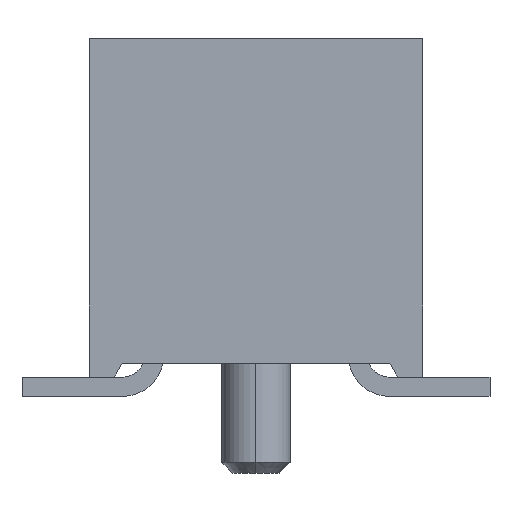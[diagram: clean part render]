
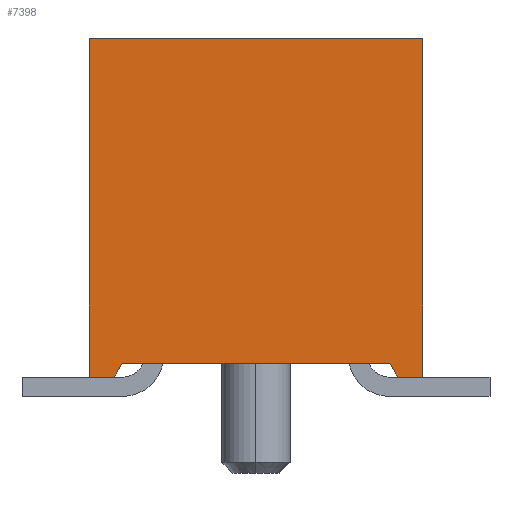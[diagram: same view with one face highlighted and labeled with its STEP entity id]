
A CAD part, left-side view. The second image highlights one B-rep face of the part: STEP entity #7398.
In plain terms, the highlighted planar face has unit normal (-1, 0, 0).
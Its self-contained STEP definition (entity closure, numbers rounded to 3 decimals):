
#7056=CARTESIAN_POINT('',(-3.6,1.308,0.178));
#7057=VERTEX_POINT('',#7056);
#7058=CARTESIAN_POINT('',(-3.6,1.537,0.178));
#7059=VERTEX_POINT('',#7058);
#7060=CARTESIAN_POINT('',(-3.6,1.308,0.178));
#7061=DIRECTION('',(0.0,1.0,0.0));
#7062=VECTOR('',#7061,0.229);
#7063=LINE('',#7060,#7062);
#7064=EDGE_CURVE('',#7057,#7059,#7063,.T.);
#7096=CARTESIAN_POINT('',(-3.6,1.537,3.302));
#7097=VERTEX_POINT('',#7096);
#7098=CARTESIAN_POINT('',(-3.6,1.537,0.178));
#7099=DIRECTION('',(0.0,0.0,1.0));
#7100=VECTOR('',#7099,3.124);
#7101=LINE('',#7098,#7100);
#7102=EDGE_CURVE('',#7059,#7097,#7101,.T.);
#7127=CARTESIAN_POINT('',(-3.6,-1.537,3.302));
#7128=VERTEX_POINT('',#7127);
#7129=CARTESIAN_POINT('',(-3.6,1.537,3.302));
#7130=DIRECTION('',(0.0,-1.0,0.0));
#7131=VECTOR('',#7130,3.073);
#7132=LINE('',#7129,#7131);
#7133=EDGE_CURVE('',#7097,#7128,#7132,.T.);
#7242=CARTESIAN_POINT('',(-3.6,-1.537,0.178));
#7243=VERTEX_POINT('',#7242);
#7244=CARTESIAN_POINT('',(-3.6,-1.537,3.302));
#7245=DIRECTION('',(0.0,0.0,-1.0));
#7246=VECTOR('',#7245,3.124);
#7247=LINE('',#7244,#7246);
#7248=EDGE_CURVE('',#7128,#7243,#7247,.T.);
#7273=CARTESIAN_POINT('',(-3.6,-1.308,0.178));
#7274=VERTEX_POINT('',#7273);
#7275=CARTESIAN_POINT('',(-3.6,-1.537,0.178));
#7276=DIRECTION('',(0.0,1.0,0.0));
#7277=VECTOR('',#7276,0.229);
#7278=LINE('',#7275,#7277);
#7279=EDGE_CURVE('',#7243,#7274,#7278,.T.);
#7304=CARTESIAN_POINT('',(-3.6,-1.235,0.305));
#7305=VERTEX_POINT('',#7304);
#7306=CARTESIAN_POINT('',(-3.6,-1.308,0.178));
#7307=DIRECTION('',(0.0,0.5,0.866));
#7308=VECTOR('',#7307,0.147);
#7309=LINE('',#7306,#7308);
#7310=EDGE_CURVE('',#7274,#7305,#7309,.T.);
#7335=CARTESIAN_POINT('',(-3.6,1.235,0.305));
#7336=VERTEX_POINT('',#7335);
#7337=CARTESIAN_POINT('',(-3.6,-1.235,0.305));
#7338=DIRECTION('',(0.0,1.0,0.0));
#7339=VECTOR('',#7338,2.47);
#7340=LINE('',#7337,#7339);
#7341=EDGE_CURVE('',#7305,#7336,#7340,.T.);
#7366=CARTESIAN_POINT('',(-3.6,1.235,0.305));
#7367=DIRECTION('',(0.0,0.5,-0.866));
#7368=VECTOR('',#7367,0.147);
#7369=LINE('',#7366,#7368);
#7370=EDGE_CURVE('',#7336,#7057,#7369,.T.);
#7383=CARTESIAN_POINT('',(-3.6,0.,1.748));
#7384=DIRECTION('',(1.0,0.0,0.0));
#7385=DIRECTION('',(0.0,0.0,-1.0));
#7386=AXIS2_PLACEMENT_3D('',#7383,#7384,#7385);
#7387=PLANE('',#7386);
#7388=ORIENTED_EDGE('',*,*,#7064,.F.);
#7389=ORIENTED_EDGE('',*,*,#7370,.F.);
#7390=ORIENTED_EDGE('',*,*,#7341,.F.);
#7391=ORIENTED_EDGE('',*,*,#7310,.F.);
#7392=ORIENTED_EDGE('',*,*,#7279,.F.);
#7393=ORIENTED_EDGE('',*,*,#7248,.F.);
#7394=ORIENTED_EDGE('',*,*,#7133,.F.);
#7395=ORIENTED_EDGE('',*,*,#7102,.F.);
#7396=EDGE_LOOP('',(#7388,#7389,#7390,#7391,#7392,#7393,#7394,#7395));
#7397=FACE_OUTER_BOUND('',#7396,.T.);
#7398=ADVANCED_FACE('',(#7397),#7387,.F.);
